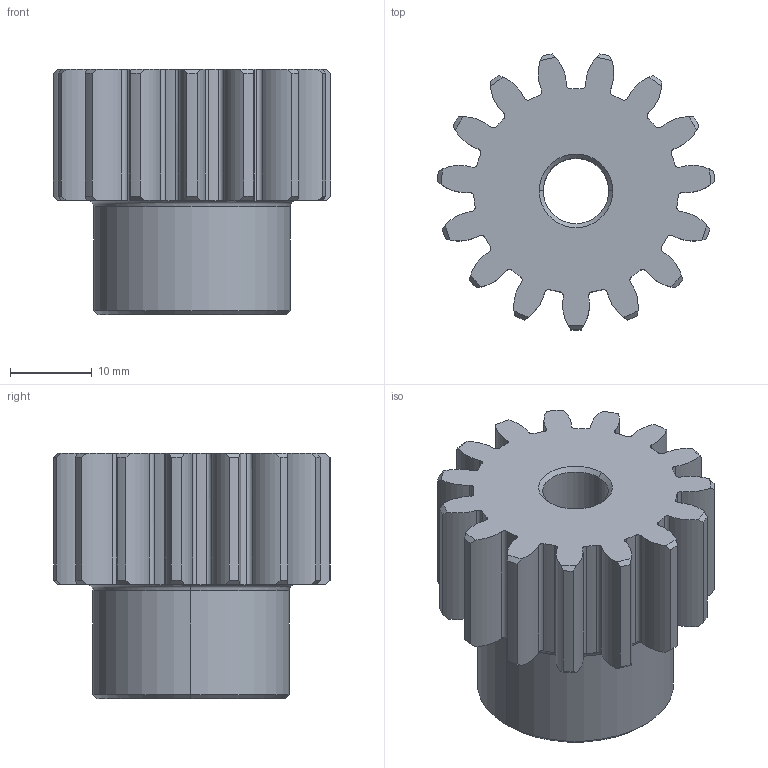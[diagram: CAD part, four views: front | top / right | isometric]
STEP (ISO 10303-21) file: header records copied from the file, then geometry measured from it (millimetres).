
FILE_DESCRIPTION (( 'STEP AP214' ), '1' );
FILE_NAME ('111-020-415.STEP', '2008-12-15T07:37:42', ( 'WMH061' ), ( 'WMH Herion Antriebstechnik GmbH' ), 'SwSTEP 2.0', 'SolidWorks 2008', '' );
FILE_SCHEMA (( 'AUTOMOTIVE_DESIGN' ));
Length unit declared in the file: millimetre
Products named in the file (1): 111-020-415
Bounding box: 33.92 x 33.75 x 30 mm (x, y, z)
Volume: 15744 mm3; surface area: 6048.8 mm2
Topology: 1 solids, 1 shells, 160 faces, 466 edges, 308 vertices
Faces by surface type: cylinder 105, cone 36, plane 17, torus 2
Entity records: 6887 total; most frequent: CARTESIAN_POINT 1278, DIRECTION 949, ORIENTED_EDGE 932, EDGE_CURVE 466, AXIS2_PLACEMENT_3D 419, VERTEX_POINT 308, CIRCLE 258, EDGE_LOOP 162
